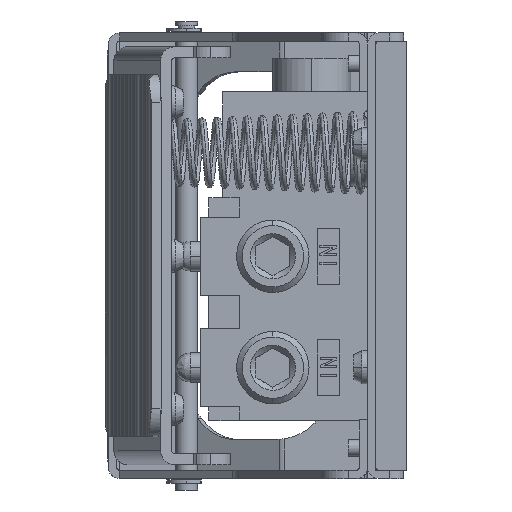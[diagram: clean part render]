
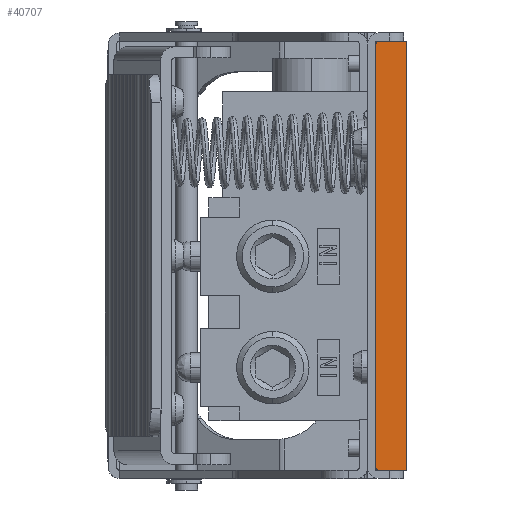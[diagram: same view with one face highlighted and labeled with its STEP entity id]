
A CAD part, left-side view. The second image highlights one B-rep face of the part: STEP entity #40707.
In plain terms, the highlighted planar face has unit normal (-1, 0, 0).
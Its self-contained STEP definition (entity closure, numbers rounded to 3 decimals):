
#727 = EDGE_CURVE ( 'NONE', #16734, #14035, #4769, .T. ) ;
#1387 = VECTOR ( 'NONE', #19807, 1000. ) ;
#1832 = EDGE_CURVE ( 'NONE', #14035, #3271, #43710, .T. ) ;
#1840 = EDGE_LOOP ( 'NONE', ( #24345, #16002, #40388, #18723 ) ) ;
#2027 = DIRECTION ( 'NONE',  ( 0., 1., 0. ) ) ;
#3271 = VERTEX_POINT ( 'NONE', #40566 ) ;
#4769 = LINE ( 'NONE', #15344, #13741 ) ;
#4919 = LINE ( 'NONE', #32736, #40773 ) ;
#5447 = CARTESIAN_POINT ( 'NONE',  ( -73.858, -24.345, 38.5 ) ) ;
#8091 = CARTESIAN_POINT ( 'NONE',  ( -73.858, -18.845, -38.5 ) ) ;
#11992 = AXIS2_PLACEMENT_3D ( 'NONE', #19536, #43092, #22910 ) ;
#13741 = VECTOR ( 'NONE', #18745, 1000. ) ;
#14035 = VERTEX_POINT ( 'NONE', #38171 ) ;
#15344 = CARTESIAN_POINT ( 'NONE',  ( -73.858, -24.344, 38.5 ) ) ;
#15914 = VERTEX_POINT ( 'NONE', #8091 ) ;
#16002 = ORIENTED_EDGE ( 'NONE', *, *, #30757, .F. ) ;
#16734 = VERTEX_POINT ( 'NONE', #31760 ) ;
#18553 = EDGE_CURVE ( 'NONE', #3271, #15914, #28271, .T. ) ;
#18723 = ORIENTED_EDGE ( 'NONE', *, *, #1832, .T. ) ;
#18745 = DIRECTION ( 'NONE',  ( 0., 0., 1. ) ) ;
#19185 = DIRECTION ( 'NONE',  ( 0., 1., 0. ) ) ;
#19536 = CARTESIAN_POINT ( 'NONE',  ( -73.858, -24.345, 38.5 ) ) ;
#19807 = DIRECTION ( 'NONE',  ( 0., 0., -1. ) ) ;
#22910 = DIRECTION ( 'NONE',  ( 0., 0., 1. ) ) ;
#24345 = ORIENTED_EDGE ( 'NONE', *, *, #18553, .T. ) ;
#25772 = VECTOR ( 'NONE', #2027, 1000. ) ;
#28271 = LINE ( 'NONE', #33209, #1387 ) ;
#30757 = EDGE_CURVE ( 'NONE', #16734, #15914, #4919, .T. ) ;
#31760 = CARTESIAN_POINT ( 'NONE',  ( -73.858, -24.344, -38.5 ) ) ;
#32736 = CARTESIAN_POINT ( 'NONE',  ( -73.858, -24.345, -38.5 ) ) ;
#32938 = PLANE ( 'NONE',  #11992 ) ;
#33209 = CARTESIAN_POINT ( 'NONE',  ( -73.858, -18.845, 0. ) ) ;
#34747 = FACE_OUTER_BOUND ( 'NONE', #1840, .T. ) ;
#38171 = CARTESIAN_POINT ( 'NONE',  ( -73.858, -24.344, 38.5 ) ) ;
#40388 = ORIENTED_EDGE ( 'NONE', *, *, #727, .T. ) ;
#40566 = CARTESIAN_POINT ( 'NONE',  ( -73.858, -18.845, 38.5 ) ) ;
#40707 = ADVANCED_FACE ( 'NONE', ( #34747 ), #32938, .T. ) ;
#40773 = VECTOR ( 'NONE', #19185, 1000. ) ;
#43092 = DIRECTION ( 'NONE',  ( -1., 0., 0. ) ) ;
#43710 = LINE ( 'NONE', #5447, #25772 ) ;
